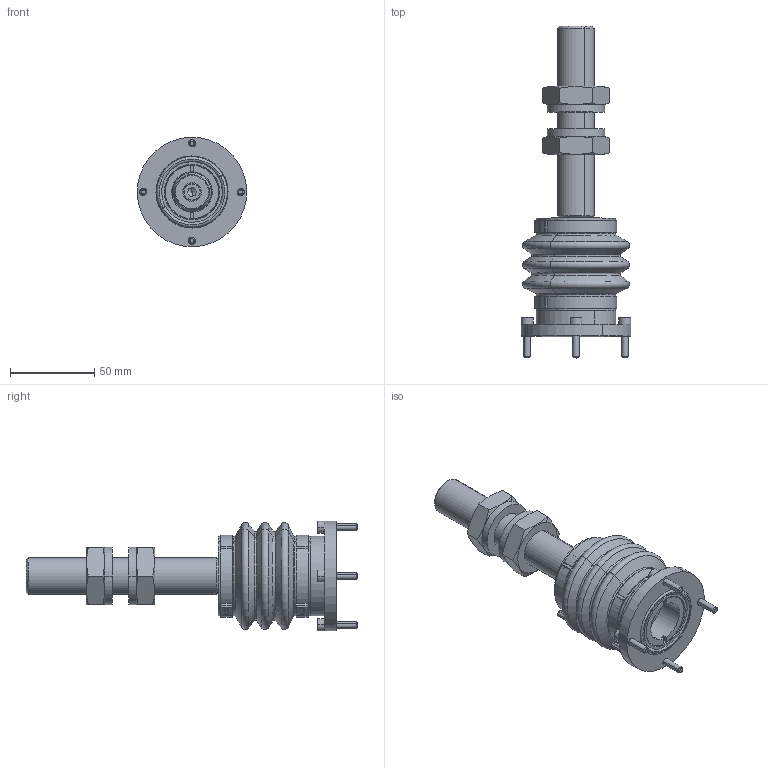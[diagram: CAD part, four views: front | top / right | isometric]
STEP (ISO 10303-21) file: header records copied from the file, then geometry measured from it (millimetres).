
FILE_DESCRIPTION(('CATIA V5 STEP Exchange'),'2;1');
FILE_NAME('Fixpunkt_C_series.stp','2012-10-16T09:39:56+00:00',('none'),('none'),'CATIA Version 5 Release 19 SP 8 (IN-10)','CATIA V5 STEP AP203','none');
FILE_SCHEMA(('CONFIG_CONTROL_DESIGN'));
Length unit declared in the file: millimetre
Products named in the file (2): Fixpunkt_C_series; Flanschlager_C_Serie
Assembly tree (23 placements, depth 3):
  Fixpunkt_C_series
    #58
    #257
    #575
    #983
    #1595
    #2599
    #3216  x2
    #3860  x2
    #4059
    #5492  x2
    Flanschlager_C_Serie
      #8700
      #8869
      #9038
      #9640
      #9748
      #10694  x4
Bounding box: 65 x 197 x 65 mm (x, y, z)
Volume: 171029.1 mm3; surface area: 86709.9 mm2
Topology: 22 solids, 22 shells, 626 faces, 1499 edges, 949 vertices
Faces by surface type: plane 231, cylinder 224, cone 93, torus 66, sphere 12
Entity records: 11573 total; most frequent: CARTESIAN_POINT 2373, ORIENTED_EDGE 1896, DIRECTION 1580, EDGE_CURVE 948, AXIS2_PLACEMENT_3D 836, VERTEX_POINT 591, CIRCLE 490, EDGE_LOOP 467
